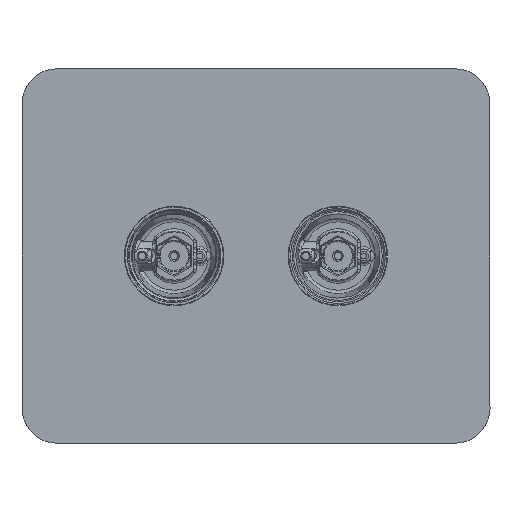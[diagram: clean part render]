
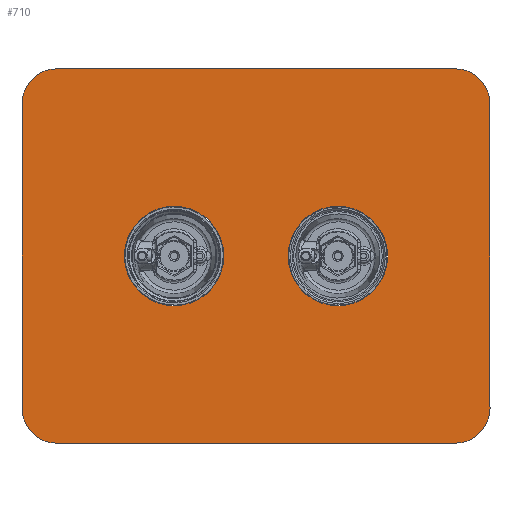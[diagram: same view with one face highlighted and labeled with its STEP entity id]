
A CAD part, left-side view. The second image highlights one B-rep face of the part: STEP entity #710.
In plain terms, the highlighted planar face has unit normal (-1, 0, 0).
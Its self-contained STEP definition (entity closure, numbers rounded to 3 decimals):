
#158 = CARTESIAN_POINT ( 'NONE',  ( -18.8, 120., 80. ) ) ;
#166 = VECTOR ( 'NONE', #2538, 1000. ) ;
#482 = DIRECTION ( 'NONE',  ( 0., -1., 0. ) ) ;
#710 = ADVANCED_FACE ( 'NONE', ( #18639, #22273, #22501 ), #8473, .T. ) ;
#848 = VECTOR ( 'NONE', #482, 1000. ) ;
#1174 = EDGE_CURVE ( 'NONE', #11867, #11867, #4420, .T. ) ;
#1388 = CIRCLE ( 'NONE', #22544, 15. ) ;
#1502 = CARTESIAN_POINT ( 'NONE',  ( -18.8, -50., 65. ) ) ;
#1542 = DIRECTION ( 'NONE',  ( 0., 0., 1. ) ) ;
#2013 = VERTEX_POINT ( 'NONE', #5304 ) ;
#2538 = DIRECTION ( 'NONE',  ( 0., 0., -1. ) ) ;
#2762 = EDGE_CURVE ( 'NONE', #17444, #9012, #15460, .T. ) ;
#2764 = ORIENTED_EDGE ( 'NONE', *, *, #4934, .T. ) ;
#3195 = DIRECTION ( 'NONE',  ( 0., 0., 1. ) ) ;
#3258 = DIRECTION ( 'NONE',  ( -1., 0., 0. ) ) ;
#3673 = LINE ( 'NONE', #17757, #848 ) ;
#4071 = ORIENTED_EDGE ( 'NONE', *, *, #15900, .T. ) ;
#4330 = EDGE_CURVE ( 'NONE', #2013, #2013, #8211, .T. ) ;
#4351 = EDGE_LOOP ( 'NONE', ( #2764, #4071, #13275, #14704, #19354, #4709, #8351, #11177 ) ) ;
#4420 = CIRCLE ( 'NONE', #6238, 21.25 ) ;
#4709 = ORIENTED_EDGE ( 'NONE', *, *, #5408, .T. ) ;
#4934 = EDGE_CURVE ( 'NONE', #9012, #20986, #3673, .T. ) ;
#5097 = EDGE_LOOP ( 'NONE', ( #6259 ) ) ;
#5304 = CARTESIAN_POINT ( 'NONE',  ( -18.8, 0., 21.25 ) ) ;
#5408 = EDGE_CURVE ( 'NONE', #20011, #13923, #13314, .T. ) ;
#5486 = CARTESIAN_POINT ( 'NONE',  ( -18.8, -50., 80. ) ) ;
#6238 = AXIS2_PLACEMENT_3D ( 'NONE', #18877, #10079, #3195 ) ;
#6259 = ORIENTED_EDGE ( 'NONE', *, *, #1174, .F. ) ;
#6663 = DIRECTION ( 'NONE',  ( 0., 0., 1. ) ) ;
#6733 = CIRCLE ( 'NONE', #21314, 15. ) ;
#6745 = CARTESIAN_POINT ( 'NONE',  ( -18.8, 70., 0. ) ) ;
#7459 = LINE ( 'NONE', #16494, #166 ) ;
#7474 = CARTESIAN_POINT ( 'NONE',  ( -18.8, -65., -65. ) ) ;
#8211 = CIRCLE ( 'NONE', #12932, 21.25 ) ;
#8351 = ORIENTED_EDGE ( 'NONE', *, *, #10781, .T. ) ;
#8473 = PLANE ( 'NONE',  #13538 ) ;
#8487 = DIRECTION ( 'NONE',  ( -1., 0., 0. ) ) ;
#9012 = VERTEX_POINT ( 'NONE', #15026 ) ;
#9117 = VECTOR ( 'NONE', #6663, 1000. ) ;
#9295 = LINE ( 'NONE', #14446, #9117 ) ;
#9307 = EDGE_LOOP ( 'NONE', ( #12236 ) ) ;
#10036 = CARTESIAN_POINT ( 'NONE',  ( -18.8, -50., -65. ) ) ;
#10079 = DIRECTION ( 'NONE',  ( -1., 0., 0. ) ) ;
#10111 = CARTESIAN_POINT ( 'NONE',  ( -18.8, -65., 80. ) ) ;
#10579 = VECTOR ( 'NONE', #15358, 1000. ) ;
#10781 = EDGE_CURVE ( 'NONE', #13923, #17444, #7459, .T. ) ;
#10953 = EDGE_CURVE ( 'NONE', #21512, #13150, #6733, .T. ) ;
#11166 = AXIS2_PLACEMENT_3D ( 'NONE', #17500, #12880, #16209 ) ;
#11177 = ORIENTED_EDGE ( 'NONE', *, *, #2762, .T. ) ;
#11867 = VERTEX_POINT ( 'NONE', #18943 ) ;
#12236 = ORIENTED_EDGE ( 'NONE', *, *, #4330, .F. ) ;
#12880 = DIRECTION ( 'NONE',  ( -1., 0., 0. ) ) ;
#12932 = AXIS2_PLACEMENT_3D ( 'NONE', #22230, #3258, #1542 ) ;
#13150 = VERTEX_POINT ( 'NONE', #5486 ) ;
#13228 = CARTESIAN_POINT ( 'NONE',  ( -18.8, -50., -80. ) ) ;
#13275 = ORIENTED_EDGE ( 'NONE', *, *, #17733, .T. ) ;
#13314 = CIRCLE ( 'NONE', #11166, 15. ) ;
#13445 = CARTESIAN_POINT ( 'NONE',  ( -18.8, 120., -65. ) ) ;
#13538 = AXIS2_PLACEMENT_3D ( 'NONE', #6745, #22385, #22606 ) ;
#13923 = VERTEX_POINT ( 'NONE', #18229 ) ;
#14113 = CARTESIAN_POINT ( 'NONE',  ( -18.8, -65., 65. ) ) ;
#14446 = CARTESIAN_POINT ( 'NONE',  ( -18.8, -65., -80. ) ) ;
#14704 = ORIENTED_EDGE ( 'NONE', *, *, #10953, .T. ) ;
#15026 = CARTESIAN_POINT ( 'NONE',  ( -18.8, 120., -80. ) ) ;
#15178 = DIRECTION ( 'NONE',  ( 0., 0., 1. ) ) ;
#15358 = DIRECTION ( 'NONE',  ( 0., 1., 0. ) ) ;
#15460 = CIRCLE ( 'NONE', #22001, 15. ) ;
#15900 = EDGE_CURVE ( 'NONE', #20986, #17730, #1388, .T. ) ;
#16209 = DIRECTION ( 'NONE',  ( 0., 0., 1. ) ) ;
#16494 = CARTESIAN_POINT ( 'NONE',  ( -18.8, 135., 80. ) ) ;
#17011 = DIRECTION ( 'NONE',  ( -1., 0., 0. ) ) ;
#17444 = VERTEX_POINT ( 'NONE', #17603 ) ;
#17500 = CARTESIAN_POINT ( 'NONE',  ( -18.8, 120., 65. ) ) ;
#17603 = CARTESIAN_POINT ( 'NONE',  ( -18.8, 135., -65. ) ) ;
#17730 = VERTEX_POINT ( 'NONE', #7474 ) ;
#17733 = EDGE_CURVE ( 'NONE', #17730, #21512, #9295, .T. ) ;
#17737 = EDGE_CURVE ( 'NONE', #13150, #20011, #22195, .T. ) ;
#17757 = CARTESIAN_POINT ( 'NONE',  ( -18.8, 135., -80. ) ) ;
#18229 = CARTESIAN_POINT ( 'NONE',  ( -18.8, 135., 65. ) ) ;
#18639 = FACE_BOUND ( 'NONE', #9307, .T. ) ;
#18877 = CARTESIAN_POINT ( 'NONE',  ( -18.8, 70., 0. ) ) ;
#18943 = CARTESIAN_POINT ( 'NONE',  ( -18.8, 70., 21.25 ) ) ;
#18991 = DIRECTION ( 'NONE',  ( 0., 0., 1. ) ) ;
#19354 = ORIENTED_EDGE ( 'NONE', *, *, #17737, .T. ) ;
#20011 = VERTEX_POINT ( 'NONE', #158 ) ;
#20642 = DIRECTION ( 'NONE',  ( 0., 0., 1. ) ) ;
#20986 = VERTEX_POINT ( 'NONE', #13228 ) ;
#21314 = AXIS2_PLACEMENT_3D ( 'NONE', #1502, #8487, #18991 ) ;
#21512 = VERTEX_POINT ( 'NONE', #14113 ) ;
#21897 = DIRECTION ( 'NONE',  ( -1., 0., 0. ) ) ;
#22001 = AXIS2_PLACEMENT_3D ( 'NONE', #13445, #21897, #15178 ) ;
#22195 = LINE ( 'NONE', #10111, #10579 ) ;
#22230 = CARTESIAN_POINT ( 'NONE',  ( -18.8, 0., 0. ) ) ;
#22273 = FACE_BOUND ( 'NONE', #5097, .T. ) ;
#22385 = DIRECTION ( 'NONE',  ( -1., 0., 0. ) ) ;
#22501 = FACE_OUTER_BOUND ( 'NONE', #4351, .T. ) ;
#22544 = AXIS2_PLACEMENT_3D ( 'NONE', #10036, #17011, #20642 ) ;
#22606 = DIRECTION ( 'NONE',  ( 0., 0., 1. ) ) ;
